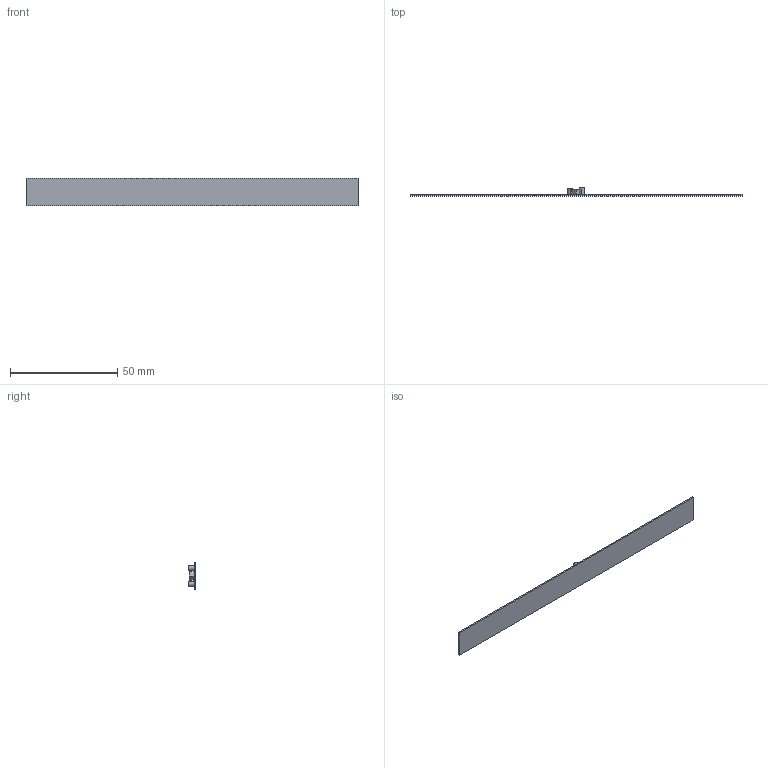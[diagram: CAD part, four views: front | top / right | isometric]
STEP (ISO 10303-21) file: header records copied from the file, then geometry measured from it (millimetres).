
FILE_DESCRIPTION (( 'STEP AP214' ), '1' );
FILE_NAME ('INGUN_108706.STEP', '2021-03-25T14:13:32', ( '' ), ( '' ), 'SwSTEP 2.0', 'SolidWorks 2018', '' );
FILE_SCHEMA (( 'AUTOMOTIVE_DESIGN' ));
Length unit declared in the file: millimetre
Products named in the file (1): INGUN_108706
Bounding box: 155 x 3.72 x 12.8 mm (x, y, z)
Volume: 1623.3 mm3; surface area: 4352.7 mm2
Topology: 4 solids, 4 shells, 232 faces, 618 edges, 412 vertices
Faces by surface type: plane 131, bspline 93, cylinder 8
Entity records: 13615 total; most frequent: CARTESIAN_POINT 6248, ORIENTED_EDGE 1236, DIRECTION 728, EDGE_CURVE 618, LINE 416, VECTOR 416, VERTEX_POINT 412, EDGE_LOOP 254
